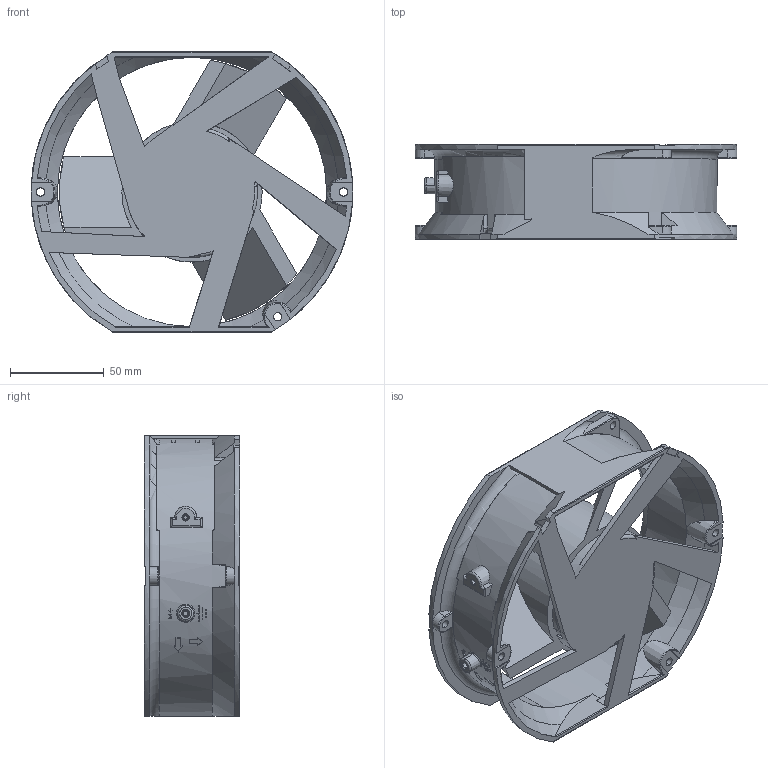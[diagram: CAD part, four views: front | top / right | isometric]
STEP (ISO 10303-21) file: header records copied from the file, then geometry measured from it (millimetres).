
FILE_DESCRIPTION((''),'2;1');
FILE_NAME('ASM0002_ASM','2022-02-24T',('HOWARD.YU'),(''),'CREO PARAMETRIC BY PTC INC, 2018220','CREO PARAMETRIC BY PTC INC, 2018220','');
FILE_SCHEMA(('CONFIG_CONTROL_DESIGN'));
Length unit declared in the file: millimetre
Products named in the file (3): FRAME01; IMP01; ASM0002_ASM
Assembly tree (2 placements, depth 2):
  ASM0002_ASM
    FRAME01
    IMP01
Bounding box: 172 x 50.8 x 150 mm (x, y, z)
Volume: 322317.4 mm3; surface area: 110468.4 mm2
Topology: 2 solids, 2 shells, 434 faces, 1279 edges, 841 vertices
Faces by surface type: plane 232, cylinder 114, torus 43, cone 34, bspline 8, extrusion 3
Entity records: 16402 total; most frequent: CARTESIAN_POINT 4876, ORIENTED_EDGE 2558, DIRECTION 2285, EDGE_CURVE 1279, AXIS2_PLACEMENT_3D 872, VERTEX_POINT 841, VECTOR 541, LINE 538
